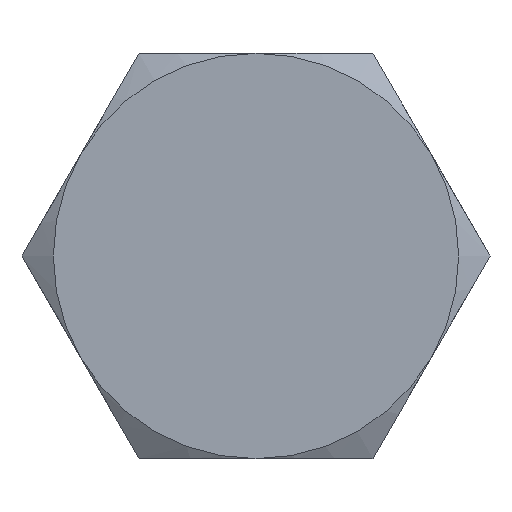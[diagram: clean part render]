
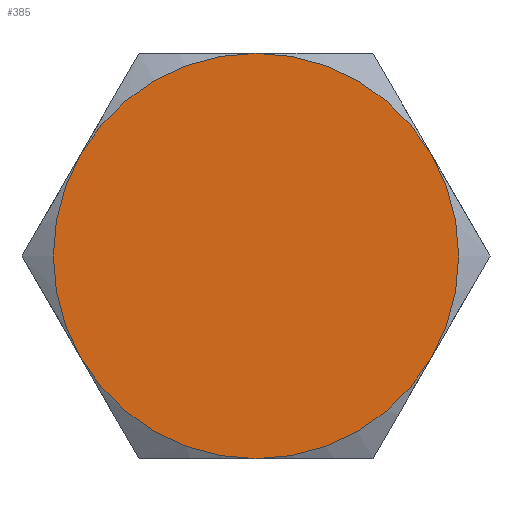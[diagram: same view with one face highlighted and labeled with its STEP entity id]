
A CAD part, left-side view. The second image highlights one B-rep face of the part: STEP entity #385.
In plain terms, the highlighted planar face has unit normal (-1, 0, 0).
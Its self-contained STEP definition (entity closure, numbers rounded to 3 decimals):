
#3 = DIRECTION ( 'NONE',  ( -1., 0., 0. ) ) ;
#12 = ORIENTED_EDGE ( 'NONE', *, *, #229, .F. ) ;
#23 = AXIS2_PLACEMENT_3D ( 'NONE', #776, #33, #239 ) ;
#30 = DIRECTION ( 'NONE',  ( 1., 0., 0. ) ) ;
#33 = DIRECTION ( 'NONE',  ( 1., 0., 0. ) ) ;
#129 = CIRCLE ( 'NONE', #634, 8. ) ;
#140 = EDGE_CURVE ( 'NONE', #340, #458, #144, .T. ) ;
#144 = CIRCLE ( 'NONE', #640, 8. ) ;
#146 = DIRECTION ( 'NONE',  ( 0., 0., -1. ) ) ;
#162 = DIRECTION ( 'NONE',  ( 0., 0., -1. ) ) ;
#187 = CARTESIAN_POINT ( 'NONE',  ( 0., 0., 0. ) ) ;
#191 = AXIS2_PLACEMENT_3D ( 'NONE', #467, #3, #338 ) ;
#194 = ORIENTED_EDGE ( 'NONE', *, *, #140, .F. ) ;
#229 = EDGE_CURVE ( 'NONE', #458, #258, #129, .T. ) ;
#231 = CARTESIAN_POINT ( 'NONE',  ( 0., 0., 0. ) ) ;
#239 = DIRECTION ( 'NONE',  ( 0., 0., -1. ) ) ;
#254 = CARTESIAN_POINT ( 'NONE',  ( 0., -6.928, -4. ) ) ;
#258 = VERTEX_POINT ( 'NONE', #831 ) ;
#278 = CIRCLE ( 'NONE', #763, 8. ) ;
#284 = EDGE_LOOP ( 'NONE', ( #194, #685, #457, #386, #315, #12 ) ) ;
#293 = CIRCLE ( 'NONE', #23, 8. ) ;
#298 = CARTESIAN_POINT ( 'NONE',  ( 0., 0., 0. ) ) ;
#315 = ORIENTED_EDGE ( 'NONE', *, *, #479, .T. ) ;
#317 = CIRCLE ( 'NONE', #191, 8. ) ;
#338 = DIRECTION ( 'NONE',  ( 0., 0., 1. ) ) ;
#340 = VERTEX_POINT ( 'NONE', #550 ) ;
#366 = FACE_OUTER_BOUND ( 'NONE', #284, .T. ) ;
#370 = DIRECTION ( 'NONE',  ( 0., 0., -1. ) ) ;
#371 = DIRECTION ( 'NONE',  ( 1., 0., 0. ) ) ;
#381 = DIRECTION ( 'NONE',  ( 0., 0., -1. ) ) ;
#385 = ADVANCED_FACE ( 'NONE', ( #366 ), #638, .F. ) ;
#386 = ORIENTED_EDGE ( 'NONE', *, *, #709, .F. ) ;
#419 = EDGE_CURVE ( 'NONE', #853, #780, #500, .T. ) ;
#441 = EDGE_CURVE ( 'NONE', #780, #340, #293, .T. ) ;
#457 = ORIENTED_EDGE ( 'NONE', *, *, #419, .F. ) ;
#458 = VERTEX_POINT ( 'NONE', #782 ) ;
#467 = CARTESIAN_POINT ( 'NONE',  ( 0., 0., 0. ) ) ;
#479 = EDGE_CURVE ( 'NONE', #658, #258, #317, .T. ) ;
#500 = CIRCLE ( 'NONE', #845, 8. ) ;
#550 = CARTESIAN_POINT ( 'NONE',  ( 0., 0., -8. ) ) ;
#567 = DIRECTION ( 'NONE',  ( 0., 0., -1. ) ) ;
#577 = CARTESIAN_POINT ( 'NONE',  ( 0., 0., 8. ) ) ;
#588 = DIRECTION ( 'NONE',  ( 1., 0., 0. ) ) ;
#596 = CARTESIAN_POINT ( 'NONE',  ( 0., -6.928, 4. ) ) ;
#611 = CARTESIAN_POINT ( 'NONE',  ( 0., 0., 0. ) ) ;
#634 = AXIS2_PLACEMENT_3D ( 'NONE', #611, #825, #146 ) ;
#638 = PLANE ( 'NONE',  #857 ) ;
#640 = AXIS2_PLACEMENT_3D ( 'NONE', #187, #588, #381 ) ;
#647 = DIRECTION ( 'NONE',  ( 1., 0., 0. ) ) ;
#658 = VERTEX_POINT ( 'NONE', #577 ) ;
#685 = ORIENTED_EDGE ( 'NONE', *, *, #441, .F. ) ;
#709 = EDGE_CURVE ( 'NONE', #658, #853, #278, .T. ) ;
#763 = AXIS2_PLACEMENT_3D ( 'NONE', #298, #371, #162 ) ;
#773 = CARTESIAN_POINT ( 'NONE',  ( 0., 9.238, 0. ) ) ;
#776 = CARTESIAN_POINT ( 'NONE',  ( 0., 0., 0. ) ) ;
#780 = VERTEX_POINT ( 'NONE', #254 ) ;
#782 = CARTESIAN_POINT ( 'NONE',  ( 0., 6.928, -4. ) ) ;
#825 = DIRECTION ( 'NONE',  ( 1., 0., 0. ) ) ;
#831 = CARTESIAN_POINT ( 'NONE',  ( 0., 6.928, 4. ) ) ;
#845 = AXIS2_PLACEMENT_3D ( 'NONE', #231, #647, #567 ) ;
#853 = VERTEX_POINT ( 'NONE', #596 ) ;
#857 = AXIS2_PLACEMENT_3D ( 'NONE', #773, #30, #370 ) ;
